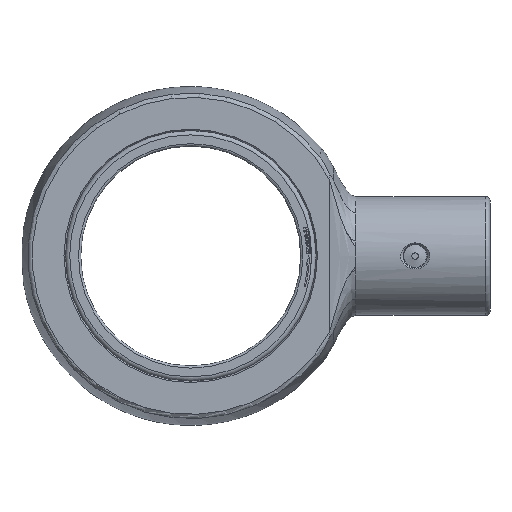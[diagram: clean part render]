
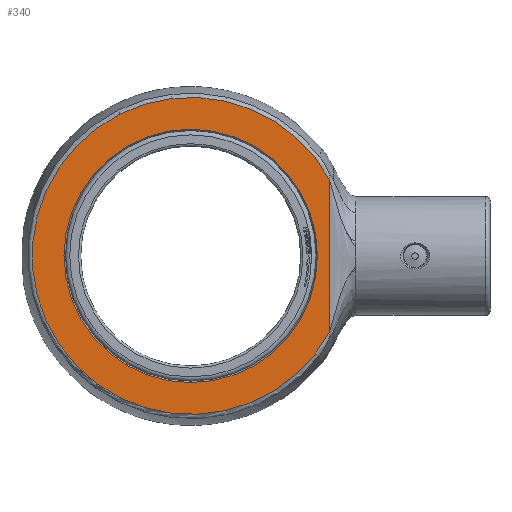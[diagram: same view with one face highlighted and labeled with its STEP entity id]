
A CAD part, top view. The second image highlights one B-rep face of the part: STEP entity #340.
In plain terms, the highlighted planar face has unit normal (0, 0, 1).
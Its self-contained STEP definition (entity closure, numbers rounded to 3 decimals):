
#340 = ADVANCED_FACE( '', ( #720, #721 ), #722, .T. );
#720 = FACE_OUTER_BOUND( '', #1290, .T. );
#721 = FACE_BOUND( '', #1291, .T. );
#722 = PLANE( '', #1292 );
#1290 = EDGE_LOOP( '', ( #3625, #3626 ) );
#1291 = EDGE_LOOP( '', ( #3627 ) );
#1292 = AXIS2_PLACEMENT_3D( '', #3628, #3629, #3630 );
#3625 = ORIENTED_EDGE( '', *, *, #4639, .T. );
#3626 = ORIENTED_EDGE( '', *, *, #4640, .T. );
#3627 = ORIENTED_EDGE( '', *, *, #4469, .T. );
#3628 = CARTESIAN_POINT( '', ( 36.008, 0., 13. ) );
#3629 = DIRECTION( '', ( 0., 0., 1. ) );
#3630 = DIRECTION( '', ( 1., 0., 0. ) );
#4469 = EDGE_CURVE( '', #4911, #4911, #4912, .T. );
#4639 = EDGE_CURVE( '', #5184, #5185, #5186, .T. );
#4640 = EDGE_CURVE( '', #5185, #5184, #5187, .T. );
#4911 = VERTEX_POINT( '', #5677 );
#4912 = CIRCLE( '', #5678, 28.789 );
#5184 = VERTEX_POINT( '', #6731 );
#5185 = VERTEX_POINT( '', #6732 );
#5186 = CIRCLE( '', #6733, 36.008 );
#5187 = LINE( '', #6734, #6735 );
#5677 = CARTESIAN_POINT( '', ( -28.789, 0., 13. ) );
#5678 = AXIS2_PLACEMENT_3D( '', #7957, #7958, #7959 );
#6731 = CARTESIAN_POINT( '', ( 31.5, 17.445, 13. ) );
#6732 = CARTESIAN_POINT( '', ( 31.5, -17.445, 13. ) );
#6733 = AXIS2_PLACEMENT_3D( '', #8041, #8042, #8043 );
#6734 = CARTESIAN_POINT( '', ( 31.5, 0., 13. ) );
#6735 = VECTOR( '', #8044, 1000. );
#7957 = CARTESIAN_POINT( '', ( 0., 0., 13. ) );
#7958 = DIRECTION( '', ( 0., 0., -1. ) );
#7959 = DIRECTION( '', ( -1., 0., 0. ) );
#8041 = CARTESIAN_POINT( '', ( 0., 0., 13. ) );
#8042 = DIRECTION( '', ( 0., 0., 1. ) );
#8043 = DIRECTION( '', ( 1., 0., 0. ) );
#8044 = DIRECTION( '', ( 0., 1., 0. ) );
